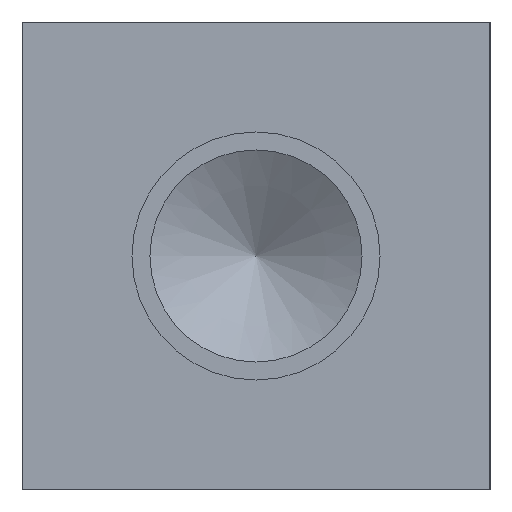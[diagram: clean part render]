
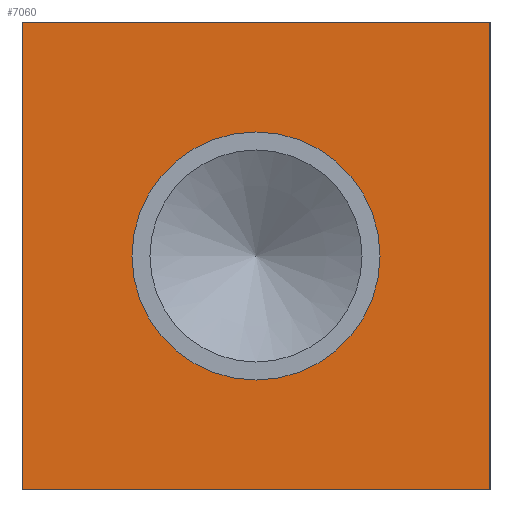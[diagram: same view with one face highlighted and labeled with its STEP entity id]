
A CAD part, left-side view. The second image highlights one B-rep face of the part: STEP entity #7060.
In plain terms, the highlighted planar face has unit normal (-1, 0, 0).
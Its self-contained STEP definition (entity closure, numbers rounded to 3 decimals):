
#134=CIRCLE('',#7403,13.462);
#135=CIRCLE('',#7404,13.462);
#184=FACE_BOUND('',#1168,.T.);
#399=PLANE('',#7406);
#759=FACE_OUTER_BOUND('',#1167,.T.);
#1167=EDGE_LOOP('',(#6254,#6255,#6256,#6257));
#1168=EDGE_LOOP('',(#6258,#6259));
#1419=LINE('',#11020,#2076);
#1833=LINE('',#12188,#2490);
#1834=LINE('',#12189,#2491);
#1835=LINE('',#12190,#2492);
#2076=VECTOR('',#7755,10.);
#2490=VECTOR('',#8717,10.);
#2491=VECTOR('',#8718,10.);
#2492=VECTOR('',#8719,10.);
#3022=VERTEX_POINT('',#11013);
#3025=VERTEX_POINT('',#11018);
#3374=VERTEX_POINT('',#12178);
#3375=VERTEX_POINT('',#12179);
#3376=VERTEX_POINT('',#12186);
#3377=VERTEX_POINT('',#12187);
#3827=EDGE_CURVE('',#3025,#3022,#1419,.T.);
#4339=EDGE_CURVE('',#3374,#3375,#134,.T.);
#4340=EDGE_CURVE('',#3375,#3374,#135,.T.);
#4343=EDGE_CURVE('',#3376,#3377,#1833,.T.);
#4344=EDGE_CURVE('',#3377,#3022,#1834,.T.);
#4345=EDGE_CURVE('',#3376,#3025,#1835,.T.);
#6254=ORIENTED_EDGE('',*,*,#4343,.T.);
#6255=ORIENTED_EDGE('',*,*,#4344,.T.);
#6256=ORIENTED_EDGE('',*,*,#3827,.F.);
#6257=ORIENTED_EDGE('',*,*,#4345,.F.);
#6258=ORIENTED_EDGE('',*,*,#4339,.T.);
#6259=ORIENTED_EDGE('',*,*,#4340,.T.);
#7060=ADVANCED_FACE('',(#759,#184),#399,.T.);
#7403=AXIS2_PLACEMENT_3D('',#12180,#8707,#8708);
#7404=AXIS2_PLACEMENT_3D('',#12181,#8709,#8710);
#7406=AXIS2_PLACEMENT_3D('',#12185,#8715,#8716);
#7755=DIRECTION('',(0.,-1.,0.));
#8707=DIRECTION('center_axis',(1.,0.,0.));
#8708=DIRECTION('ref_axis',(0.,1.,0.));
#8709=DIRECTION('center_axis',(1.,0.,0.));
#8710=DIRECTION('ref_axis',(0.,1.,0.));
#8715=DIRECTION('center_axis',(-1.,0.,0.));
#8716=DIRECTION('ref_axis',(0.,-1.,0.));
#8717=DIRECTION('',(0.,-1.,0.));
#8718=DIRECTION('',(0.,0.,1.));
#8719=DIRECTION('',(0.,0.,1.));
#11013=CARTESIAN_POINT('',(0.,0.,50.8));
#11018=CARTESIAN_POINT('',(0.,50.8,50.8));
#11020=CARTESIAN_POINT('',(0.,50.8,50.8));
#12178=CARTESIAN_POINT('',(0.,38.862,25.4));
#12179=CARTESIAN_POINT('',(0.,11.938,25.4));
#12180=CARTESIAN_POINT('Origin',(0.,25.4,25.4));
#12181=CARTESIAN_POINT('Origin',(0.,25.4,25.4));
#12185=CARTESIAN_POINT('Origin',(0.,50.8,0.));
#12186=CARTESIAN_POINT('',(0.,50.8,0.));
#12187=CARTESIAN_POINT('',(0.,0.,0.));
#12188=CARTESIAN_POINT('',(0.,50.8,0.));
#12189=CARTESIAN_POINT('',(0.,0.,0.));
#12190=CARTESIAN_POINT('',(0.,50.8,0.));
